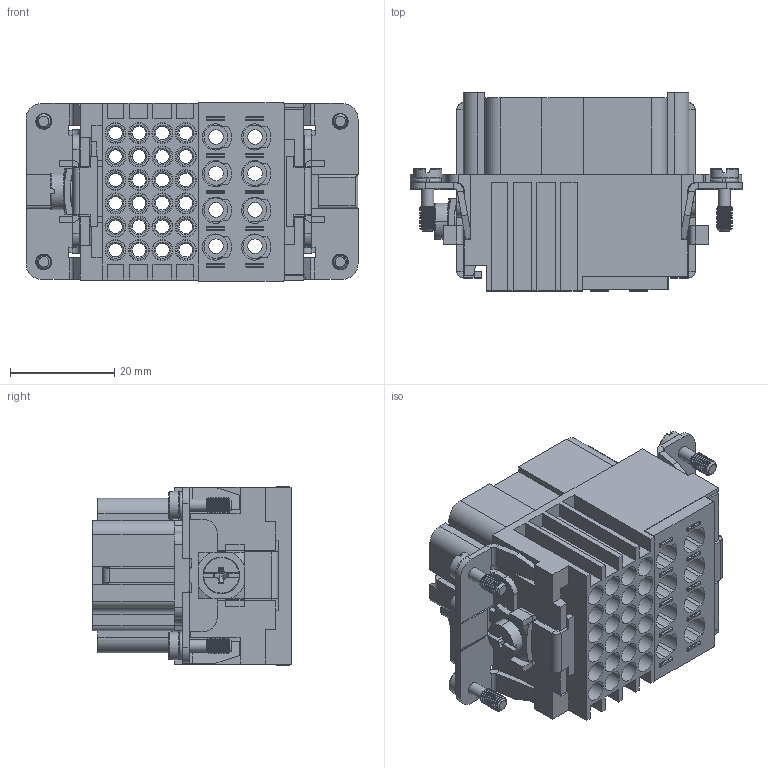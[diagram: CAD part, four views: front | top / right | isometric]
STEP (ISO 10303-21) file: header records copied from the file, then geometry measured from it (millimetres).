
FILE_DESCRIPTION(/* description */ (''),/* implementation_level */ '2;1');
FILE_NAME(/* name */ 'HK-008&24-FC.stp',/* time_stamp */ '2023-06-26T17:03:09+08:00',/* author */ (''),/* organization */ (''),/* preprocessor_version */ 'ST-DEVELOPER v16',/* originating_system */ 'SIEMENS PLM Software NX 10.0',/* authorisation */ '');
FILE_SCHEMA (('AUTOMOTIVE_DESIGN { 1 0 10303 214 3 1 1 1 }'));
Products named in the file (1): Admi2724AA4770qb
Bounding box: 63.8 x 38.14 x 34.24 mm (x, y, z)
Volume: 31159.4 mm3; surface area: 31762.8 mm2
Topology: 1 solids, 7 shells, 1523 faces, 3779 edges, 2333 vertices
Faces by surface type: plane 701, cylinder 593, cone 90, bspline 60, sphere 40, torus 39
Full cylindrical faces by diameter (mm): 2.4 x8, 5.4 x4
Entity records: 54899 total; most frequent: CARTESIAN_POINT 18625, DIRECTION 7794, ORIENTED_EDGE 7358, EDGE_CURVE 3679, AXIS2_PLACEMENT_3D 2842, VERTEX_POINT 2305, LINE 2110, VECTOR 2110
